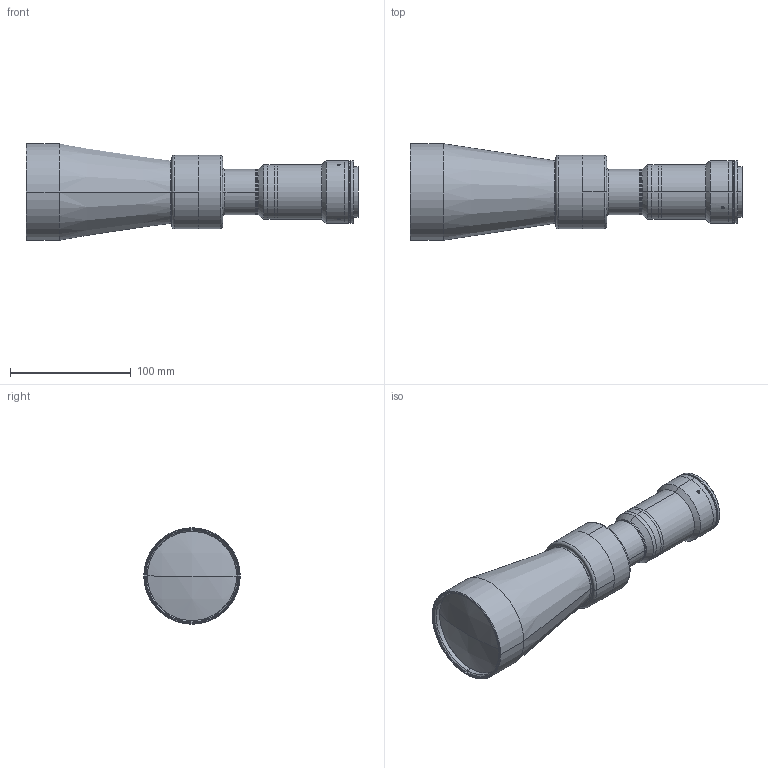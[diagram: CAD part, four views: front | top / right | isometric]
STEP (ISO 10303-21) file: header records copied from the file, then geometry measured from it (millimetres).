
FILE_DESCRIPTION (( 'STEP AP203' ), '1' );
FILE_NAME ('DP32090-A_TC10M056-J.step', '2022-12-06T16:21:54', ( '' ), ( '' ), 'SwSTEP 2.0', 'SolidWorks 2021', '' );
FILE_SCHEMA (( 'CONFIG_CONTROL_DESIGN' ));
Length unit declared in the file: millimetre
Products named in the file (1): DP32090-A_TC10M056-J
Bounding box: 275.16 x 80 x 80 mm (x, y, z)
Surface area: 74709.7 mm2 (no closed solid volume)
Topology: 0 solids, 21 shells, 109 faces, 292 edges, 201 vertices
Faces by surface type: cylinder 54, plane 27, cone 14, torus 12, sphere 2
Entity records: 3725 total; most frequent: CARTESIAN_POINT 843, DIRECTION 664, ORIENTED_EDGE 468, EDGE_CURVE 292, AXIS2_PLACEMENT_3D 278, VERTEX_POINT 201, CIRCLE 168, EDGE_LOOP 130
